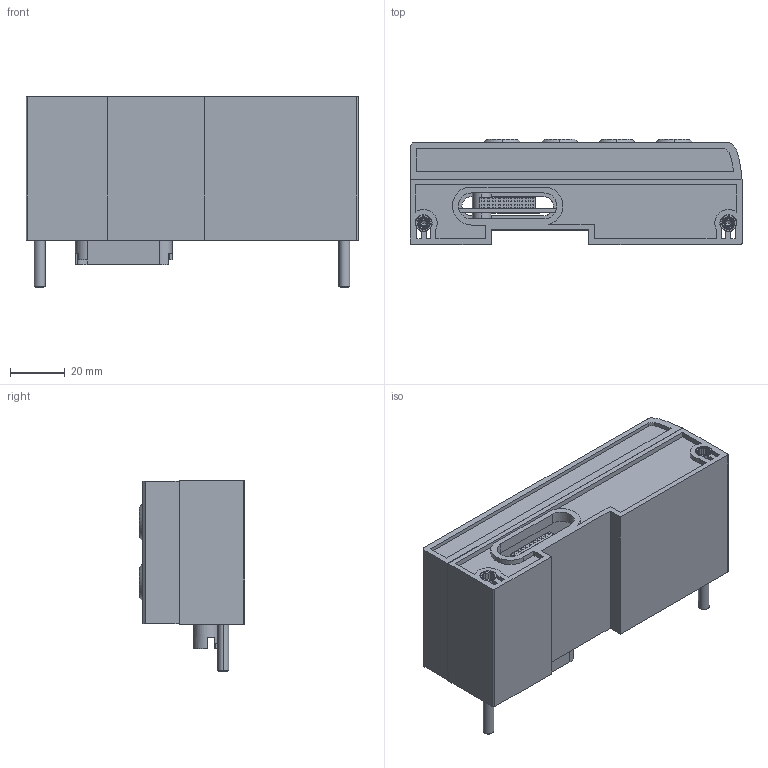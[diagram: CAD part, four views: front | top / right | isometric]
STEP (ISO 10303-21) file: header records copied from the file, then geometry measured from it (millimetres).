
FILE_DESCRIPTION (( 'STEP AP203' ), '1' );
FILE_NAME ('PAL-S01.step', '2020-10-29T13:51:03', ( '' ), ( '' ), 'SwSTEP 2.0', 'SolidWorks 2019', '' );
FILE_SCHEMA (( 'CONFIG_CONTROL_DESIGN' ));
Length unit declared in the file: inch
Products named in the file (1): PAL-S01
Bounding box: 121.6 x 38.5 x 70 mm (x, y, z)
Volume: 145587.7 mm3; surface area: 64438.2 mm2
Topology: 5 solids, 5 shells, 1010 faces, 2414 edges, 1556 vertices
Faces by surface type: plane 676, cylinder 224, cone 96, sphere 8, torus 6
Entity records: 29261 total; most frequent: CARTESIAN_POINT 5317, DIRECTION 4964, ORIENTED_EDGE 4812, EDGE_CURVE 2406, LINE 1694, VECTOR 1694, AXIS2_PLACEMENT_3D 1635, VERTEX_POINT 1556
